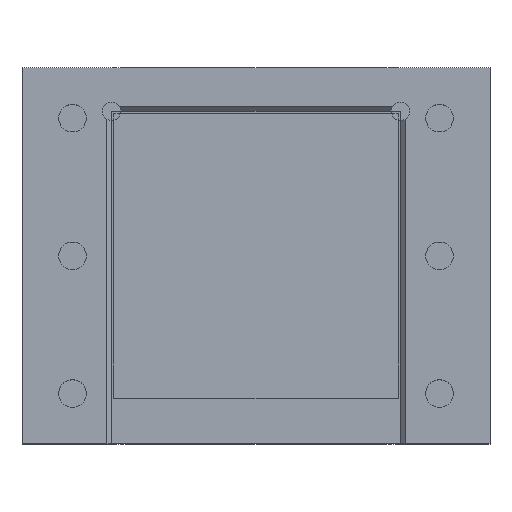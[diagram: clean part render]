
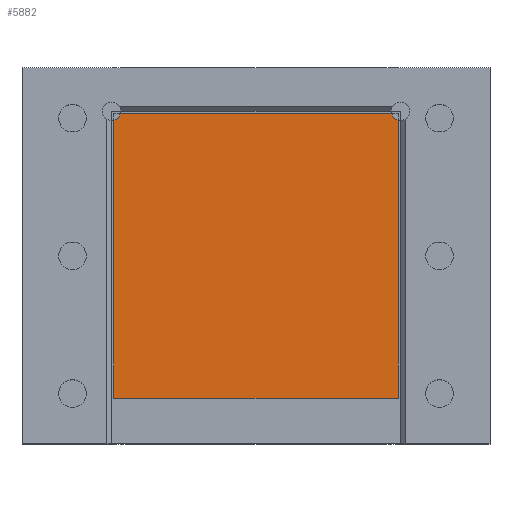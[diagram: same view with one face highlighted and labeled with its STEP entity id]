
A CAD part, top view. The second image highlights one B-rep face of the part: STEP entity #5882.
In plain terms, the highlighted planar face has unit normal (0, 0, 1).
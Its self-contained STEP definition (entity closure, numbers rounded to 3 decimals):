
#1634 = PLANE('',#1635);
#1635 = AXIS2_PLACEMENT_3D('',#1636,#1637,#1638);
#1636 = CARTESIAN_POINT('',(0.,0.,35.));
#1637 = DIRECTION('',(0.,0.,1.));
#1638 = DIRECTION('',(1.,0.,0.));
#2694 = PLANE('',#2695);
#2695 = AXIS2_PLACEMENT_3D('',#2696,#2697,#2698);
#2696 = CARTESIAN_POINT('',(0.,0.,35.));
#2697 = DIRECTION('',(0.,0.,1.));
#2698 = DIRECTION('',(1.,0.,0.));
#3653 = VERTEX_POINT('',#3654);
#3654 = CARTESIAN_POINT('',(31.,29.564,35.));
#3676 = EDGE_CURVE('',#3677,#3653,#3679,.T.);
#3677 = VERTEX_POINT('',#3678);
#3678 = CARTESIAN_POINT('',(31.,-31.,35.));
#3679 = SURFACE_CURVE('',#3680,(#3684,#3691),.PCURVE_S1.);
#3680 = LINE('',#3681,#3682);
#3681 = CARTESIAN_POINT('',(31.,-31.,35.));
#3682 = VECTOR('',#3683,1.);
#3683 = DIRECTION('',(0.,1.,0.));
#3684 = PCURVE('',#1634,#3685);
#3685 = DEFINITIONAL_REPRESENTATION('',(#3686),#3690);
#3686 = LINE('',#3687,#3688);
#3687 = CARTESIAN_POINT('',(31.,-31.));
#3688 = VECTOR('',#3689,1.);
#3689 = DIRECTION('',(0.,1.));
#3690 = ( GEOMETRIC_REPRESENTATION_CONTEXT(2) 
PARAMETRIC_REPRESENTATION_CONTEXT() REPRESENTATION_CONTEXT('2D SPACE',''
  ) );
#3691 = PCURVE('',#3692,#3697);
#3692 = PLANE('',#3693);
#3693 = AXIS2_PLACEMENT_3D('',#3694,#3695,#3696);
#3694 = CARTESIAN_POINT('',(0.,0.,35.));
#3695 = DIRECTION('',(0.,0.,1.));
#3696 = DIRECTION('',(1.,0.,0.));
#3697 = DEFINITIONAL_REPRESENTATION('',(#3698),#3702);
#3698 = LINE('',#3699,#3700);
#3699 = CARTESIAN_POINT('',(31.,-31.));
#3700 = VECTOR('',#3701,1.);
#3701 = DIRECTION('',(0.,1.));
#3702 = ( GEOMETRIC_REPRESENTATION_CONTEXT(2) 
PARAMETRIC_REPRESENTATION_CONTEXT() REPRESENTATION_CONTEXT('2D SPACE',''
  ) );
#3704 = EDGE_CURVE('',#3705,#3677,#3707,.T.);
#3705 = VERTEX_POINT('',#3706);
#3706 = CARTESIAN_POINT('',(-31.,-31.,35.));
#3707 = SURFACE_CURVE('',#3708,(#3712,#3719),.PCURVE_S1.);
#3708 = LINE('',#3709,#3710);
#3709 = CARTESIAN_POINT('',(-31.,-31.,35.));
#3710 = VECTOR('',#3711,1.);
#3711 = DIRECTION('',(1.,0.,0.));
#3712 = PCURVE('',#1634,#3713);
#3713 = DEFINITIONAL_REPRESENTATION('',(#3714),#3718);
#3714 = LINE('',#3715,#3716);
#3715 = CARTESIAN_POINT('',(-31.,-31.));
#3716 = VECTOR('',#3717,1.);
#3717 = DIRECTION('',(1.,0.));
#3718 = ( GEOMETRIC_REPRESENTATION_CONTEXT(2) 
PARAMETRIC_REPRESENTATION_CONTEXT() REPRESENTATION_CONTEXT('2D SPACE',''
  ) );
#3719 = PCURVE('',#3692,#3720);
#3720 = DEFINITIONAL_REPRESENTATION('',(#3721),#3725);
#3721 = LINE('',#3722,#3723);
#3722 = CARTESIAN_POINT('',(-31.,-31.));
#3723 = VECTOR('',#3724,1.);
#3724 = DIRECTION('',(1.,0.));
#3725 = ( GEOMETRIC_REPRESENTATION_CONTEXT(2) 
PARAMETRIC_REPRESENTATION_CONTEXT() REPRESENTATION_CONTEXT('2D SPACE',''
  ) );
#3727 = EDGE_CURVE('',#3728,#3705,#3730,.T.);
#3728 = VERTEX_POINT('',#3729);
#3729 = CARTESIAN_POINT('',(-31.,29.564,35.));
#3730 = SURFACE_CURVE('',#3731,(#3735,#3742),.PCURVE_S1.);
#3731 = LINE('',#3732,#3733);
#3732 = CARTESIAN_POINT('',(-31.,31.,35.));
#3733 = VECTOR('',#3734,1.);
#3734 = DIRECTION('',(0.,-1.,0.));
#3735 = PCURVE('',#1634,#3736);
#3736 = DEFINITIONAL_REPRESENTATION('',(#3737),#3741);
#3737 = LINE('',#3738,#3739);
#3738 = CARTESIAN_POINT('',(-31.,31.));
#3739 = VECTOR('',#3740,1.);
#3740 = DIRECTION('',(0.,-1.));
#3741 = ( GEOMETRIC_REPRESENTATION_CONTEXT(2) 
PARAMETRIC_REPRESENTATION_CONTEXT() REPRESENTATION_CONTEXT('2D SPACE',''
  ) );
#3742 = PCURVE('',#3692,#3743);
#3743 = DEFINITIONAL_REPRESENTATION('',(#3744),#3748);
#3744 = LINE('',#3745,#3746);
#3745 = CARTESIAN_POINT('',(-31.,31.));
#3746 = VECTOR('',#3747,1.);
#3747 = DIRECTION('',(0.,-1.));
#3748 = ( GEOMETRIC_REPRESENTATION_CONTEXT(2) 
PARAMETRIC_REPRESENTATION_CONTEXT() REPRESENTATION_CONTEXT('2D SPACE',''
  ) );
#4879 = VERTEX_POINT('',#4880);
#4880 = CARTESIAN_POINT('',(29.564,31.,35.));
#4918 = PLANE('',#4919);
#4919 = AXIS2_PLACEMENT_3D('',#4920,#4921,#4922);
#4920 = CARTESIAN_POINT('',(0.,0.,35.));
#4921 = DIRECTION('',(0.,0.,1.));
#4922 = DIRECTION('',(1.,0.,0.));
#4957 = VERTEX_POINT('',#4958);
#4958 = CARTESIAN_POINT('',(-29.564,31.,35.));
#4980 = EDGE_CURVE('',#4879,#4957,#4981,.T.);
#4981 = SURFACE_CURVE('',#4982,(#4986,#4993),.PCURVE_S1.);
#4982 = LINE('',#4983,#4984);
#4983 = CARTESIAN_POINT('',(31.,31.,35.));
#4984 = VECTOR('',#4985,1.);
#4985 = DIRECTION('',(-1.,0.,0.));
#4986 = PCURVE('',#2694,#4987);
#4987 = DEFINITIONAL_REPRESENTATION('',(#4988),#4992);
#4988 = LINE('',#4989,#4990);
#4989 = CARTESIAN_POINT('',(31.,31.));
#4990 = VECTOR('',#4991,1.);
#4991 = DIRECTION('',(-1.,0.));
#4992 = ( GEOMETRIC_REPRESENTATION_CONTEXT(2) 
PARAMETRIC_REPRESENTATION_CONTEXT() REPRESENTATION_CONTEXT('2D SPACE',''
  ) );
#4993 = PCURVE('',#3692,#4994);
#4994 = DEFINITIONAL_REPRESENTATION('',(#4995),#4999);
#4995 = LINE('',#4996,#4997);
#4996 = CARTESIAN_POINT('',(31.,31.));
#4997 = VECTOR('',#4998,1.);
#4998 = DIRECTION('',(-1.,0.));
#4999 = ( GEOMETRIC_REPRESENTATION_CONTEXT(2) 
PARAMETRIC_REPRESENTATION_CONTEXT() REPRESENTATION_CONTEXT('2D SPACE',''
  ) );
#5824 = PLANE('',#5825);
#5825 = AXIS2_PLACEMENT_3D('',#5826,#5827,#5828);
#5826 = CARTESIAN_POINT('',(0.,0.,35.));
#5827 = DIRECTION('',(0.,0.,1.));
#5828 = DIRECTION('',(1.,0.,0.));
#5882 = ADVANCED_FACE('',(#5883),#3692,.T.);
#5883 = FACE_BOUND('',#5884,.T.);
#5884 = EDGE_LOOP('',(#5885,#5886,#5887,#5888,#5910,#5911));
#5885 = ORIENTED_EDGE('',*,*,#3727,.T.);
#5886 = ORIENTED_EDGE('',*,*,#3704,.T.);
#5887 = ORIENTED_EDGE('',*,*,#3676,.T.);
#5888 = ORIENTED_EDGE('',*,*,#5889,.F.);
#5889 = EDGE_CURVE('',#4879,#3653,#5890,.T.);
#5890 = SURFACE_CURVE('',#5891,(#5896,#5903),.PCURVE_S1.);
#5891 = CIRCLE('',#5892,2.);
#5892 = AXIS2_PLACEMENT_3D('',#5893,#5894,#5895);
#5893 = CARTESIAN_POINT('',(31.5,31.5,35.));
#5894 = DIRECTION('',(0.,0.,1.));
#5895 = DIRECTION('',(1.,0.,0.));
#5896 = PCURVE('',#3692,#5897);
#5897 = DEFINITIONAL_REPRESENTATION('',(#5898),#5902);
#5898 = CIRCLE('',#5899,2.);
#5899 = AXIS2_PLACEMENT_2D('',#5900,#5901);
#5900 = CARTESIAN_POINT('',(31.5,31.5));
#5901 = DIRECTION('',(1.,0.));
#5902 = ( GEOMETRIC_REPRESENTATION_CONTEXT(2) 
PARAMETRIC_REPRESENTATION_CONTEXT() REPRESENTATION_CONTEXT('2D SPACE',''
  ) );
#5903 = PCURVE('',#4918,#5904);
#5904 = DEFINITIONAL_REPRESENTATION('',(#5905),#5909);
#5905 = CIRCLE('',#5906,2.);
#5906 = AXIS2_PLACEMENT_2D('',#5907,#5908);
#5907 = CARTESIAN_POINT('',(31.5,31.5));
#5908 = DIRECTION('',(1.,0.));
#5909 = ( GEOMETRIC_REPRESENTATION_CONTEXT(2) 
PARAMETRIC_REPRESENTATION_CONTEXT() REPRESENTATION_CONTEXT('2D SPACE',''
  ) );
#5910 = ORIENTED_EDGE('',*,*,#4980,.T.);
#5911 = ORIENTED_EDGE('',*,*,#5912,.F.);
#5912 = EDGE_CURVE('',#3728,#4957,#5913,.T.);
#5913 = SURFACE_CURVE('',#5914,(#5919,#5926),.PCURVE_S1.);
#5914 = CIRCLE('',#5915,2.);
#5915 = AXIS2_PLACEMENT_3D('',#5916,#5917,#5918);
#5916 = CARTESIAN_POINT('',(-31.5,31.5,35.));
#5917 = DIRECTION('',(0.,0.,1.));
#5918 = DIRECTION('',(1.,0.,0.));
#5919 = PCURVE('',#3692,#5920);
#5920 = DEFINITIONAL_REPRESENTATION('',(#5921),#5925);
#5921 = CIRCLE('',#5922,2.);
#5922 = AXIS2_PLACEMENT_2D('',#5923,#5924);
#5923 = CARTESIAN_POINT('',(-31.5,31.5));
#5924 = DIRECTION('',(1.,0.));
#5925 = ( GEOMETRIC_REPRESENTATION_CONTEXT(2) 
PARAMETRIC_REPRESENTATION_CONTEXT() REPRESENTATION_CONTEXT('2D SPACE',''
  ) );
#5926 = PCURVE('',#5824,#5927);
#5927 = DEFINITIONAL_REPRESENTATION('',(#5928),#5932);
#5928 = CIRCLE('',#5929,2.);
#5929 = AXIS2_PLACEMENT_2D('',#5930,#5931);
#5930 = CARTESIAN_POINT('',(-31.5,31.5));
#5931 = DIRECTION('',(1.,0.));
#5932 = ( GEOMETRIC_REPRESENTATION_CONTEXT(2) 
PARAMETRIC_REPRESENTATION_CONTEXT() REPRESENTATION_CONTEXT('2D SPACE',''
  ) );
